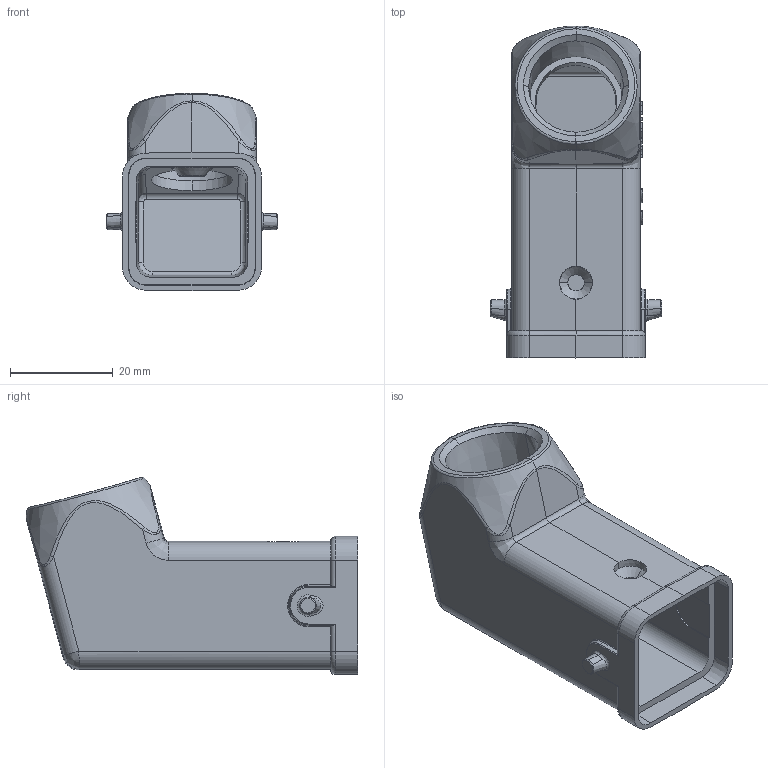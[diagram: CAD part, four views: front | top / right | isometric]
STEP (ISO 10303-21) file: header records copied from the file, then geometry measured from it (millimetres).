
FILE_DESCRIPTION((''),'2;1');
FILE_NAME('MANIFOLD_SOLID_BREP_11252_2_H3A','2024-01-17T',('11539'),(''),'PRO/ENGINEER BY PARAMETRIC TECHNOLOGY CORPORATION, 2012480','PRO/ENGINEER BY PARAMETRIC TECHNOLOGY CORPORATION, 2012480','');
FILE_SCHEMA(('CONFIG_CONTROL_DESIGN'));
Length unit declared in the file: millimetre
Products named in the file (1): MANIFOLD_SOLID_BREP_11252_2_H3A
Bounding box: 33.4 x 64.55 x 38.53 mm (x, y, z)
Volume: 13732.2 mm3; surface area: 12736.5 mm2
Topology: 1 solids, 1 shells, 271 faces, 735 edges, 476 vertices
Faces by surface type: plane 101, cylinder 79, torus 36, bspline 33, cone 22
Entity records: 11243 total; most frequent: CARTESIAN_POINT 4799, ORIENTED_EDGE 1470, DIRECTION 1146, EDGE_CURVE 735, VERTEX_POINT 476, AXIS2_PLACEMENT_3D 400, VECTOR 346, LINE 346
